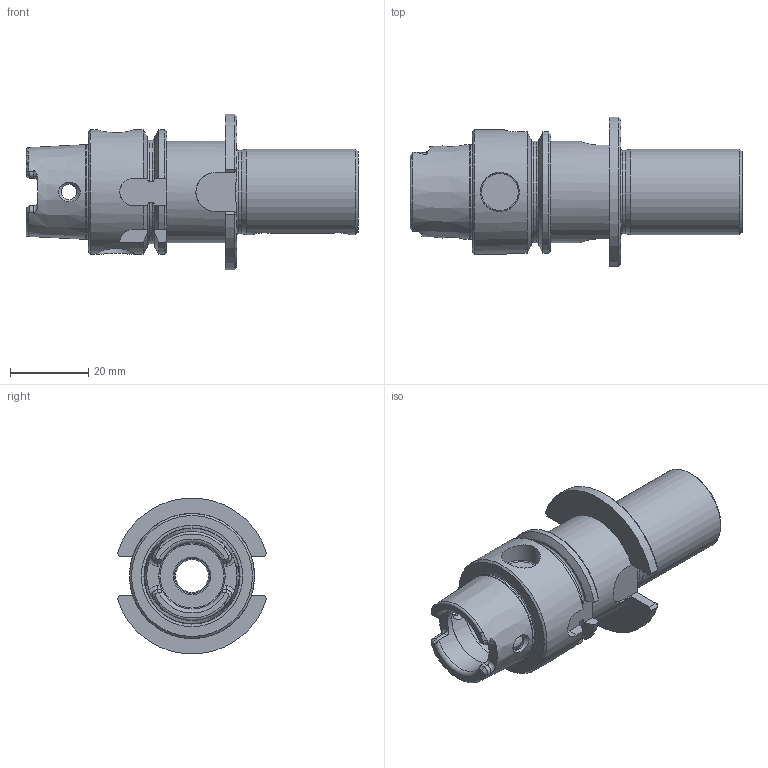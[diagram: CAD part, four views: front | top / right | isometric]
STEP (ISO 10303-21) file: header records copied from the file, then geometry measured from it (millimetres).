
FILE_DESCRIPTION( ( 'Unknown' ), '1' );
FILE_NAME( '253242230-A.stp', 'Unknown', ( 'Unknown' ), ( 'Unknown' ), 'PSStep 15.0.49', 'Unknown', ' ' );
FILE_SCHEMA( ( 'AUTOMOTIVE_DESIGN { 1 0 10303 214 1 1 1 1 }' ) );
Length unit declared in the file: millimetre
Products named in the file (1): 1
Bounding box: 85 x 38.28 x 39.86 mm (x, y, z)
Volume: 33067.9 mm3; surface area: 13331.9 mm2
Topology: 1 solids, 1 shells, 168 faces, 450 edges, 286 vertices
Faces by surface type: plane 72, cylinder 42, cone 31, torus 21, bspline 2
Full cylindrical faces by diameter (mm): 4 x2, 8.376 x2, 8.917 x1, 10 x2, 10.5 x1, 11 x1, 17 x2, 20.5 x1, 21.4 x1, 22 x1, 24.129 x1, 26 x1, 32 x1
Entity records: 7220 total; most frequent: CARTESIAN_POINT 2082, ORIENTED_EDGE 772, DIRECTION 748, EDGE_CURVE 386, AXIS2_PLACEMENT_3D 294, VERTEX_POINT 266, EDGE_LOOP 217, FACE_OUTER_BOUND 193
